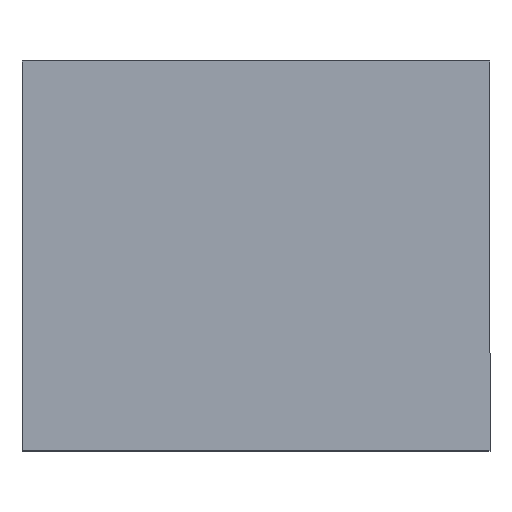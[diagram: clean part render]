
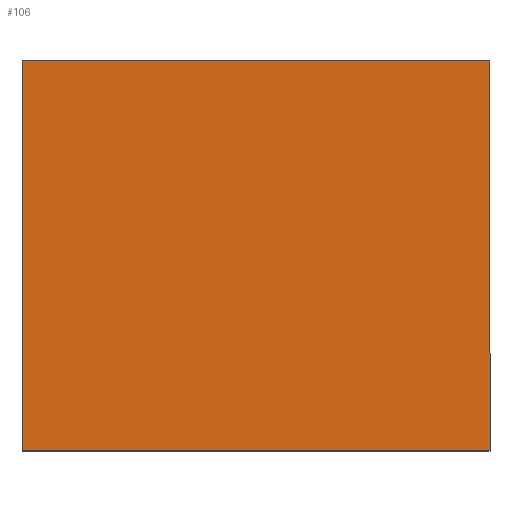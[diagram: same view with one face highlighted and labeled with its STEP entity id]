
A CAD part, top view. The second image highlights one B-rep face of the part: STEP entity #106.
In plain terms, the highlighted planar face has unit normal (0, 0, 1).
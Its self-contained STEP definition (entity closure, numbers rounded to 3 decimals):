
#7 = CARTESIAN_POINT ( 'NONE',  ( -152.4, -127., 1. ) ) ;
#8 = CARTESIAN_POINT ( 'NONE',  ( 152.4, 127., 1. ) ) ;
#11 = ORIENTED_EDGE ( 'NONE', *, *, #120, .T. ) ;
#13 = VECTOR ( 'NONE', #25, 1000. ) ;
#22 = DIRECTION ( 'NONE',  ( 0., 0., 1. ) ) ;
#25 = DIRECTION ( 'NONE',  ( 0., -1., 0. ) ) ;
#33 = VERTEX_POINT ( 'NONE', #57 ) ;
#42 = VECTOR ( 'NONE', #204, 1000. ) ;
#57 = CARTESIAN_POINT ( 'NONE',  ( -152.4, 127., 1. ) ) ;
#62 = LINE ( 'NONE', #202, #13 ) ;
#71 = VERTEX_POINT ( 'NONE', #157 ) ;
#75 = VERTEX_POINT ( 'NONE', #95 ) ;
#78 = ORIENTED_EDGE ( 'NONE', *, *, #98, .T. ) ;
#88 = ORIENTED_EDGE ( 'NONE', *, *, #201, .T. ) ;
#89 = FACE_OUTER_BOUND ( 'NONE', #131, .T. ) ;
#95 = CARTESIAN_POINT ( 'NONE',  ( -152.4, -127., 1. ) ) ;
#98 = EDGE_CURVE ( 'NONE', #71, #138, #143, .T. ) ;
#102 = PLANE ( 'NONE',  #145 ) ;
#106 = ADVANCED_FACE ( 'NONE', ( #89 ), #102, .T. ) ;
#109 = VECTOR ( 'NONE', #203, 1000. ) ;
#120 = EDGE_CURVE ( 'NONE', #33, #75, #62, .T. ) ;
#126 = EDGE_CURVE ( 'NONE', #138, #33, #152, .T. ) ;
#131 = EDGE_LOOP ( 'NONE', ( #11, #88, #78, #198 ) ) ;
#138 = VERTEX_POINT ( 'NONE', #8 ) ;
#143 = LINE ( 'NONE', #172, #42 ) ;
#145 = AXIS2_PLACEMENT_3D ( 'NONE', #186, #22, #224 ) ;
#152 = LINE ( 'NONE', #182, #109 ) ;
#155 = DIRECTION ( 'NONE',  ( 1., 0., 0. ) ) ;
#157 = CARTESIAN_POINT ( 'NONE',  ( 152.4, -127., 1. ) ) ;
#172 = CARTESIAN_POINT ( 'NONE',  ( 152.4, 127., 1. ) ) ;
#182 = CARTESIAN_POINT ( 'NONE',  ( -152.4, 127., 1. ) ) ;
#186 = CARTESIAN_POINT ( 'NONE',  ( 0., 0., 1. ) ) ;
#196 = LINE ( 'NONE', #7, #236 ) ;
#198 = ORIENTED_EDGE ( 'NONE', *, *, #126, .T. ) ;
#201 = EDGE_CURVE ( 'NONE', #75, #71, #196, .T. ) ;
#202 = CARTESIAN_POINT ( 'NONE',  ( -152.4, 127., 1. ) ) ;
#203 = DIRECTION ( 'NONE',  ( -1., 0., 0. ) ) ;
#204 = DIRECTION ( 'NONE',  ( 0., 1., 0. ) ) ;
#224 = DIRECTION ( 'NONE',  ( 1., 0., 0. ) ) ;
#236 = VECTOR ( 'NONE', #155, 1000. ) ;
